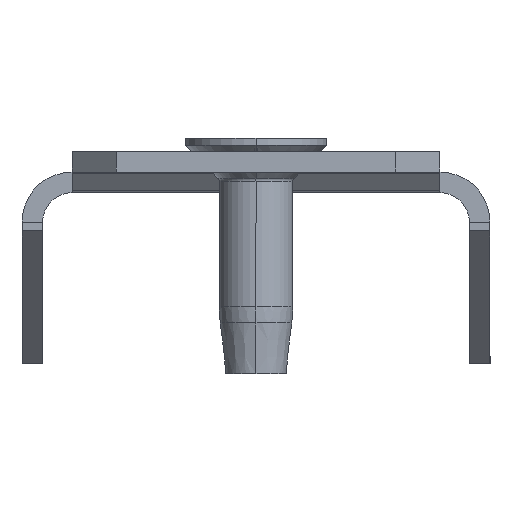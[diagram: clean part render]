
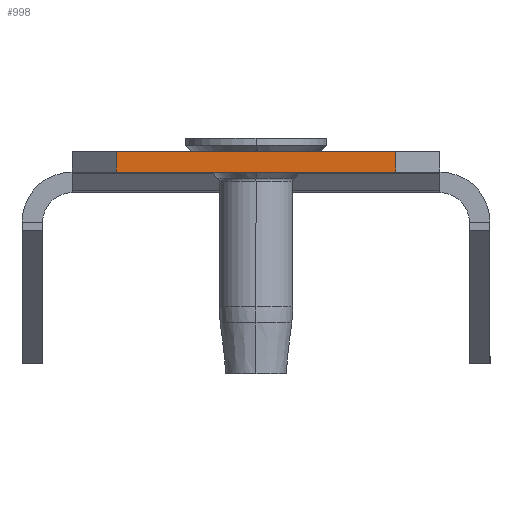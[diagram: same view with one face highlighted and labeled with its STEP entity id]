
A CAD part, left-side view. The second image highlights one B-rep face of the part: STEP entity #998.
In plain terms, the highlighted planar face has unit normal (-1, 0, 0).
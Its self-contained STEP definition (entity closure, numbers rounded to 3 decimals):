
#77 = DIRECTION ( 'NONE',  ( 0., -1., 0. ) ) ;
#253 = CARTESIAN_POINT ( 'NONE',  ( -295., 9.5, 2.8 ) ) ;
#573 = ORIENTED_EDGE ( 'NONE', *, *, #4750, .T. ) ;
#609 = VERTEX_POINT ( 'NONE', #4971 ) ;
#856 = AXIS2_PLACEMENT_3D ( 'NONE', #3697, #2061, #4156 ) ;
#893 = EDGE_LOOP ( 'NONE', ( #5915, #573, #920, #1194 ) ) ;
#920 = ORIENTED_EDGE ( 'NONE', *, *, #4938, .T. ) ;
#998 = ADVANCED_FACE ( 'NONE', ( #5065 ), #1556, .F. ) ;
#1001 = DIRECTION ( 'NONE',  ( 0., 0., -1. ) ) ;
#1025 = EDGE_CURVE ( 'NONE', #3708, #4076, #5466, .T. ) ;
#1194 = ORIENTED_EDGE ( 'NONE', *, *, #6128, .T. ) ;
#1288 = VERTEX_POINT ( 'NONE', #3397 ) ;
#1556 = PLANE ( 'NONE',  #856 ) ;
#2059 = LINE ( 'NONE', #253, #2542 ) ;
#2061 = DIRECTION ( 'NONE',  ( 1., 0., 0. ) ) ;
#2410 = VECTOR ( 'NONE', #5314, 1000. ) ;
#2542 = VECTOR ( 'NONE', #1001, 1000. ) ;
#2622 = CARTESIAN_POINT ( 'NONE',  ( -295., 12.5, 1.4 ) ) ;
#3068 = DIRECTION ( 'NONE',  ( 0., -1., 0. ) ) ;
#3118 = CARTESIAN_POINT ( 'NONE',  ( -295., 12.5, 2.8 ) ) ;
#3397 = CARTESIAN_POINT ( 'NONE',  ( -295., -9.5, 1.4 ) ) ;
#3662 = CARTESIAN_POINT ( 'NONE',  ( -295., -9.5, 2.8 ) ) ;
#3697 = CARTESIAN_POINT ( 'NONE',  ( -295., 12.5, 2.8 ) ) ;
#3707 = LINE ( 'NONE', #6580, #2410 ) ;
#3708 = VERTEX_POINT ( 'NONE', #5143 ) ;
#3768 = LINE ( 'NONE', #2622, #3850 ) ;
#3850 = VECTOR ( 'NONE', #3068, 1000. ) ;
#4076 = VERTEX_POINT ( 'NONE', #3662 ) ;
#4156 = DIRECTION ( 'NONE',  ( 0., 0., -1. ) ) ;
#4735 = VECTOR ( 'NONE', #77, 1000. ) ;
#4750 = EDGE_CURVE ( 'NONE', #3708, #609, #2059, .T. ) ;
#4938 = EDGE_CURVE ( 'NONE', #609, #1288, #3768, .T. ) ;
#4971 = CARTESIAN_POINT ( 'NONE',  ( -295., 9.5, 1.4 ) ) ;
#5065 = FACE_OUTER_BOUND ( 'NONE', #893, .T. ) ;
#5143 = CARTESIAN_POINT ( 'NONE',  ( -295., 9.5, 2.8 ) ) ;
#5314 = DIRECTION ( 'NONE',  ( 0., 0., 1. ) ) ;
#5466 = LINE ( 'NONE', #3118, #4735 ) ;
#5915 = ORIENTED_EDGE ( 'NONE', *, *, #1025, .F. ) ;
#6128 = EDGE_CURVE ( 'NONE', #1288, #4076, #3707, .T. ) ;
#6580 = CARTESIAN_POINT ( 'NONE',  ( -295., -9.5, 2.8 ) ) ;
